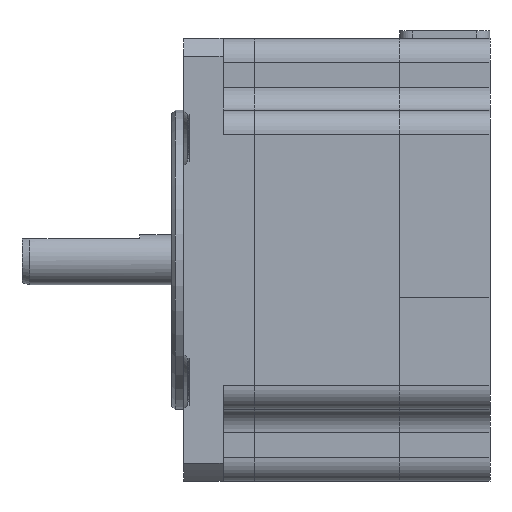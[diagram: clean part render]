
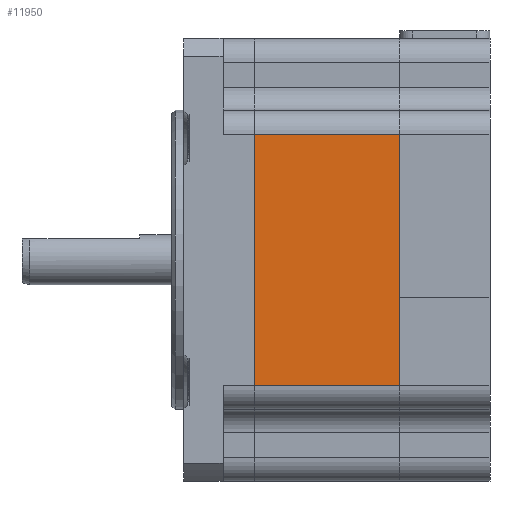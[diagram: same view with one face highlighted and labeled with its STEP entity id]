
A CAD part, left-side view. The second image highlights one B-rep face of the part: STEP entity #11950.
In plain terms, the highlighted planar face has unit normal (-1, 0, 0).
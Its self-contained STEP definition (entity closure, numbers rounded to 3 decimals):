
#2684=DIRECTION('',(0.,0.,1.));
#2685=VECTOR('',#2684,32.);
#2686=CARTESIAN_POINT('',(-12.35,29.995,3.45));
#2687=LINE('',#2686,#2685);
#2713=DIRECTION('',(0.,0.,1.));
#2714=VECTOR('',#2713,32.);
#2715=CARTESIAN_POINT('',(-12.35,11.51,3.45));
#2716=LINE('',#2715,#2714);
#3008=DIRECTION('',(0.,1.,0.));
#3009=VECTOR('',#3008,18.485);
#3010=CARTESIAN_POINT('',(-12.35,11.51,35.45));
#3011=LINE('',#3010,#3009);
#3809=DIRECTION('',(0.,-1.,0.));
#3810=VECTOR('',#3809,18.485);
#3811=CARTESIAN_POINT('',(-12.35,29.995,3.45));
#3812=LINE('',#3811,#3810);
#5267=CARTESIAN_POINT('',(-12.35,29.995,35.45));
#5269=VERTEX_POINT('',#5267);
#5293=CARTESIAN_POINT('',(-12.35,29.995,3.45));
#5294=VERTEX_POINT('',#5293);
#5295=CARTESIAN_POINT('',(-12.35,11.51,3.45));
#5296=CARTESIAN_POINT('',(-12.35,11.51,35.45));
#5297=VERTEX_POINT('',#5295);
#5298=VERTEX_POINT('',#5296);
#11936=CARTESIAN_POINT('',(-12.35,20.75,19.45));
#11937=DIRECTION('',(1.,0.,0.));
#11938=DIRECTION('',(0.,0.,-1.));
#11939=AXIS2_PLACEMENT_3D('',#11936,#11937,#11938);
#11940=PLANE('',#11939);
#11942=ORIENTED_EDGE('',*,*,#11941,.F.);
#11944=ORIENTED_EDGE('',*,*,#11943,.F.);
#11945=ORIENTED_EDGE('',*,*,#11896,.T.);
#11947=ORIENTED_EDGE('',*,*,#11946,.F.);
#11948=EDGE_LOOP('',(#11942,#11944,#11945,#11947));
#11949=FACE_OUTER_BOUND('',#11948,.F.);
#11950=ADVANCED_FACE('',(#11949),#11940,.F.);
#11896=EDGE_CURVE('',#5294,#5269,#2687,.T.);
#11941=EDGE_CURVE('',#5297,#5298,#2716,.T.);
#11943=EDGE_CURVE('',#5294,#5297,#3812,.T.);
#11946=EDGE_CURVE('',#5298,#5269,#3011,.T.);
